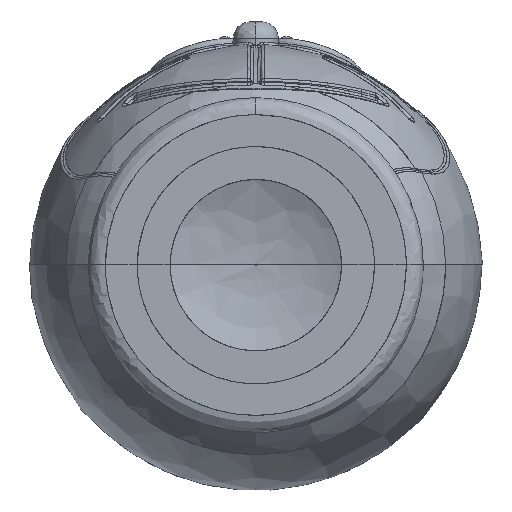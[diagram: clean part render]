
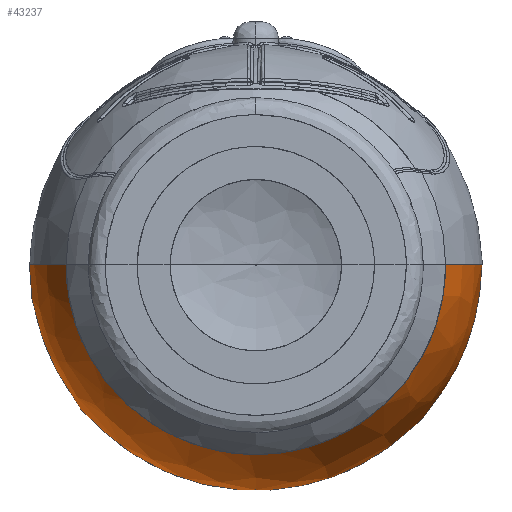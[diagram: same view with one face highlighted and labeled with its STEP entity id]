
A CAD part, front view. The second image highlights one B-rep face of the part: STEP entity #43237.
In plain terms, the highlighted free-form (B-spline) face has degree [3, 3] with [4, 4] control points.
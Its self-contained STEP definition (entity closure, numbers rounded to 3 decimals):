
#43237 = ADVANCED_FACE('',(#43238),#43274,.T.);
#43238 = FACE_BOUND('',#43239,.T.);
#43239 = EDGE_LOOP('',(#43240,#43251,#43259,#43268));
#43240 = ORIENTED_EDGE('',*,*,#43241,.T.);
#43241 = EDGE_CURVE('',#43242,#43244,#43246,.T.);
#43242 = VERTEX_POINT('',#43243);
#43243 = CARTESIAN_POINT('',(-13.739,30.719,
    0.016));
#43244 = VERTEX_POINT('',#43245);
#43245 = CARTESIAN_POINT('',(13.739,30.719,
    0.016));
#43246 = ( BOUNDED_CURVE() B_SPLINE_CURVE(3,(#43247,#43248,#43249,#43250
),.UNSPECIFIED.,.F.,.F.) B_SPLINE_CURVE_WITH_KNOTS((4,4),(0.,1.),
.PIECEWISE_BEZIER_KNOTS.) CURVE() GEOMETRIC_REPRESENTATION_ITEM() 
RATIONAL_B_SPLINE_CURVE((1.,0.333,0.333,1.)) 
REPRESENTATION_ITEM('') );
#43247 = CARTESIAN_POINT('',(-13.739,30.719,
    0.016));
#43248 = CARTESIAN_POINT('',(-13.739,30.719,
    -27.463));
#43249 = CARTESIAN_POINT('',(13.739,30.719,
    -27.463));
#43250 = CARTESIAN_POINT('',(13.739,30.719,
    0.016));
#43251 = ORIENTED_EDGE('',*,*,#43252,.T.);
#43252 = EDGE_CURVE('',#43244,#43253,#43255,.T.);
#43253 = VERTEX_POINT('',#43254);
#43254 = CARTESIAN_POINT('',(11.563,21.076,
    0.016));
#43255 = ( BOUNDED_CURVE() B_SPLINE_CURVE(2,(#43256,#43257,#43258),
.UNSPECIFIED.,.F.,.F.) B_SPLINE_CURVE_WITH_KNOTS((3,3),(0.,
0.633),.PIECEWISE_BEZIER_KNOTS.) CURVE() 
GEOMETRIC_REPRESENTATION_ITEM() RATIONAL_B_SPLINE_CURVE((1.,
0.95,1.)) REPRESENTATION_ITEM('') );
#43256 = CARTESIAN_POINT('',(13.739,30.719,
    0.016));
#43257 = CARTESIAN_POINT('',(14.23,25.541,
    0.016));
#43258 = CARTESIAN_POINT('',(11.563,21.076,
    0.016));
#43259 = ORIENTED_EDGE('',*,*,#43260,.T.);
#43260 = EDGE_CURVE('',#43253,#43261,#43263,.T.);
#43261 = VERTEX_POINT('',#43262);
#43262 = CARTESIAN_POINT('',(-11.563,21.076,
    0.016));
#43263 = ( BOUNDED_CURVE() B_SPLINE_CURVE(3,(#43264,#43265,#43266,#43267
),.UNSPECIFIED.,.F.,.F.) B_SPLINE_CURVE_WITH_KNOTS((4,4),(0.,1.),
.PIECEWISE_BEZIER_KNOTS.) CURVE() GEOMETRIC_REPRESENTATION_ITEM() 
RATIONAL_B_SPLINE_CURVE((1.,0.333,0.333,1.)) 
REPRESENTATION_ITEM('') );
#43264 = CARTESIAN_POINT('',(11.563,21.076,
    0.016));
#43265 = CARTESIAN_POINT('',(11.563,21.076,
    -23.11));
#43266 = CARTESIAN_POINT('',(-11.563,21.076,
    -23.11));
#43267 = CARTESIAN_POINT('',(-11.563,21.076,
    0.016));
#43268 = ORIENTED_EDGE('',*,*,#43269,.T.);
#43269 = EDGE_CURVE('',#43261,#43242,#43270,.T.);
#43270 = ( BOUNDED_CURVE() B_SPLINE_CURVE(2,(#43271,#43272,#43273),
.UNSPECIFIED.,.F.,.F.) B_SPLINE_CURVE_WITH_KNOTS((3,3),(
0.,0.633),.PIECEWISE_BEZIER_KNOTS.) CURVE() 
GEOMETRIC_REPRESENTATION_ITEM() RATIONAL_B_SPLINE_CURVE((1.,
0.95,1.)) REPRESENTATION_ITEM('') );
#43271 = CARTESIAN_POINT('',(-11.563,21.076,
    0.016));
#43272 = CARTESIAN_POINT('',(-14.23,25.541,
    0.016));
#43273 = CARTESIAN_POINT('',(-13.739,30.719,
    0.016));
#43274 = ( BOUNDED_SURFACE() B_SPLINE_SURFACE(3,3,(
    (#43275,#43276,#43277,#43278)
    ,(#43279,#43280,#43281,#43282)
    ,(#43283,#43284,#43285,#43286)
    ,(#43287,#43288,#43289,#43290
)),.UNSPECIFIED.,.F.,.F.,.F.) B_SPLINE_SURFACE_WITH_KNOTS((4,4),(4,4),(
    0.,1.),(0.,1.),.PIECEWISE_BEZIER_KNOTS.) 
GEOMETRIC_REPRESENTATION_ITEM() RATIONAL_B_SPLINE_SURFACE((
    (1.,0.333,0.333,1.)
    ,(0.967,0.322,0.322,0.967)
    ,(0.967,0.322,0.322,0.967)
,(1.,0.333,0.333,1.
))) REPRESENTATION_ITEM('') SURFACE() );
#43275 = CARTESIAN_POINT('',(13.739,30.719,
    0.016));
#43276 = CARTESIAN_POINT('',(13.739,30.719,
    -27.463));
#43277 = CARTESIAN_POINT('',(-13.739,30.719,
    -27.463));
#43278 = CARTESIAN_POINT('',(-13.739,30.719,
    0.016));
#43279 = CARTESIAN_POINT('',(14.061,27.326,
    0.016));
#43280 = CARTESIAN_POINT('',(14.061,27.326,
    -28.105));
#43281 = CARTESIAN_POINT('',(-14.061,27.326,
    -28.105));
#43282 = CARTESIAN_POINT('',(-14.061,27.326,
    0.016));
#43283 = CARTESIAN_POINT('',(13.31,24.002,
    0.016));
#43284 = CARTESIAN_POINT('',(13.31,24.002,
    -26.605));
#43285 = CARTESIAN_POINT('',(-13.31,24.002,
    -26.605));
#43286 = CARTESIAN_POINT('',(-13.31,24.002,
    0.016));
#43287 = CARTESIAN_POINT('',(11.563,21.076,
    0.016));
#43288 = CARTESIAN_POINT('',(11.563,21.076,
    -23.11));
#43289 = CARTESIAN_POINT('',(-11.563,21.076,
    -23.11));
#43290 = CARTESIAN_POINT('',(-11.563,21.076,
    0.016));
